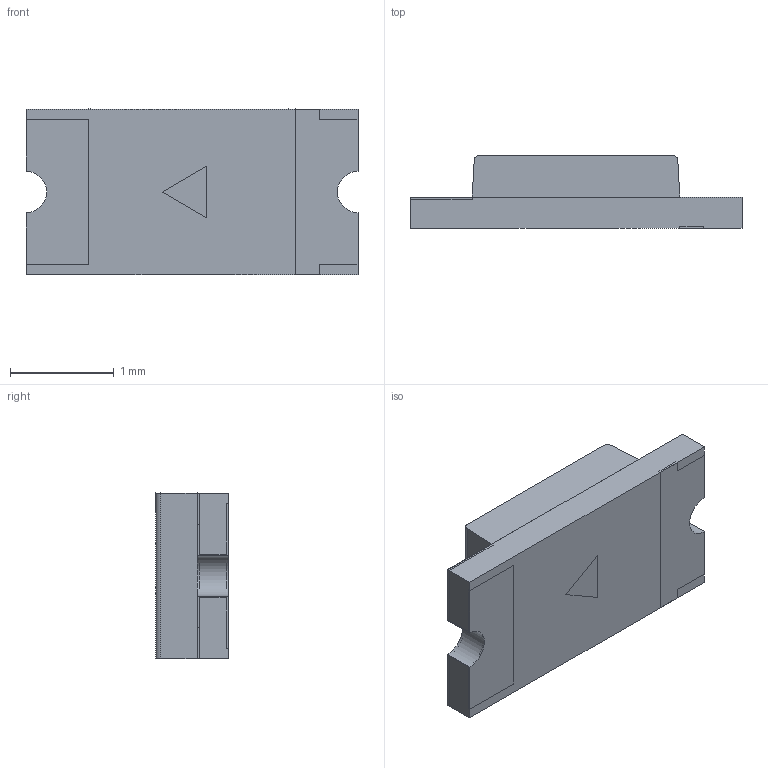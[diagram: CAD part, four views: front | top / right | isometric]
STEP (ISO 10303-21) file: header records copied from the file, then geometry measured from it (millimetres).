
FILE_DESCRIPTION (( 'STEP AP214' ), '1' );
FILE_NAME ('598-8210-102F.STEP', '2022-02-18T20:26:40', ( '' ), ( '' ), 'SwSTEP 2.0', 'SolidWorks 2017', '' );
FILE_SCHEMA (( 'AUTOMOTIVE_DESIGN' ));
Length unit declared in the file: millimetre
Products named in the file (1): 598-8210-102F
Bounding box: 3.2 x 0.7 x 1.6 mm (x, y, z)
Volume: 2.8 mm3; surface area: 29.6 mm2
Topology: 7 solids, 7 shells, 95 faces, 240 edges, 160 vertices
Faces by surface type: plane 87, cylinder 8
Entity records: 2898 total; most frequent: CARTESIAN_POINT 496, ORIENTED_EDGE 480, DIRECTION 448, EDGE_CURVE 240, VECTOR 224, LINE 224, VERTEX_POINT 160, AXIS2_PLACEMENT_3D 112
